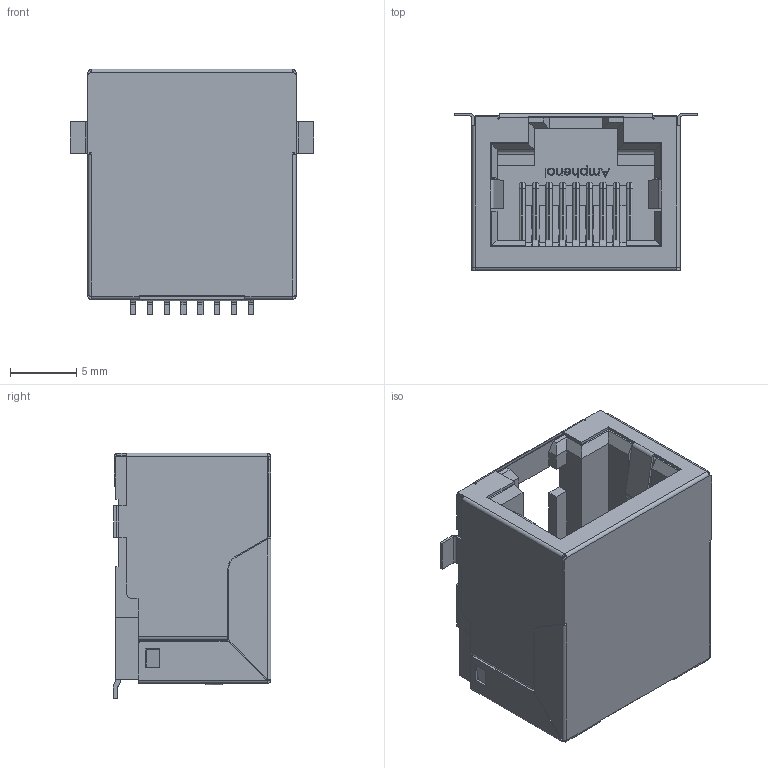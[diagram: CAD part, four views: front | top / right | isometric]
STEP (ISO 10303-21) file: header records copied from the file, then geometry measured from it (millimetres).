
FILE_DESCRIPTION (( 'STEP AP203' ), '1' );
FILE_NAME ('M-RJLSE-4X181-01T-REVT3.STEP', '2021-10-15T07:27:42', ( '' ), ( '' ), 'SwSTEP 2.0', 'SolidWorks 2019', '' );
FILE_SCHEMA (( 'CONFIG_CONTROL_DESIGN' ));
Length unit declared in the file: millimetre
Products named in the file (1): M-RJLSE-4X181-01T-REVT3
Bounding box: 18.44 x 11.94 x 18.56 mm (x, y, z)
Volume: 1513.9 mm3; surface area: 4155.5 mm2
Topology: 1 solids, 1 shells, 1084 faces, 3196 edges, 2068 vertices
Faces by surface type: plane 772, cylinder 234, bspline 56, torus 22
Entity records: 38377 total; most frequent: CARTESIAN_POINT 9490, ORIENTED_EDGE 6392, DIRECTION 5552, EDGE_CURVE 3196, VECTOR 2572, LINE 2572, VERTEX_POINT 2068, AXIS2_PLACEMENT_3D 1490
